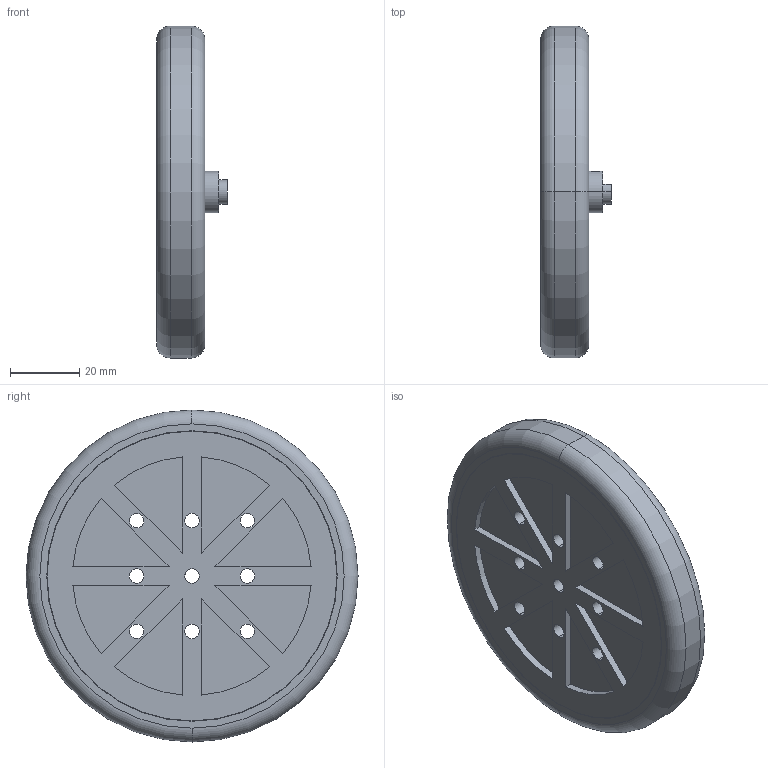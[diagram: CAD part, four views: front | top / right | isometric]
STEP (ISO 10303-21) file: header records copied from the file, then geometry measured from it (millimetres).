
FILE_DESCRIPTION (( 'STEP AP214' ), '1' );
FILE_NAME ('13-0001(96mm Wheel).step', '2020-04-06T07:13:07', ( '' ), ( '' ), 'SwSTEP 2.0', 'SolidWorks 2020', '' );
FILE_SCHEMA (( 'AUTOMOTIVE_DESIGN' ));
Length unit declared in the file: millimetre
Products named in the file (1): 13-0001(96mm Wheel)
Bounding box: 20.5 x 96 x 96 mm (x, y, z)
Volume: 70082.2 mm3; surface area: 25257.9 mm2
Topology: 1 solids, 1 shells, 186 faces, 505 edges, 334 vertices
Faces by surface type: cylinder 80, plane 72, cone 18, torus 8, bspline 8
Entity records: 10827 total; most frequent: CARTESIAN_POINT 4626, ORIENTED_EDGE 1010, DIRECTION 912, EDGE_CURVE 505, AXIS2_PLACEMENT_3D 347, VERTEX_POINT 334, EDGE_LOOP 219, VECTOR 218
